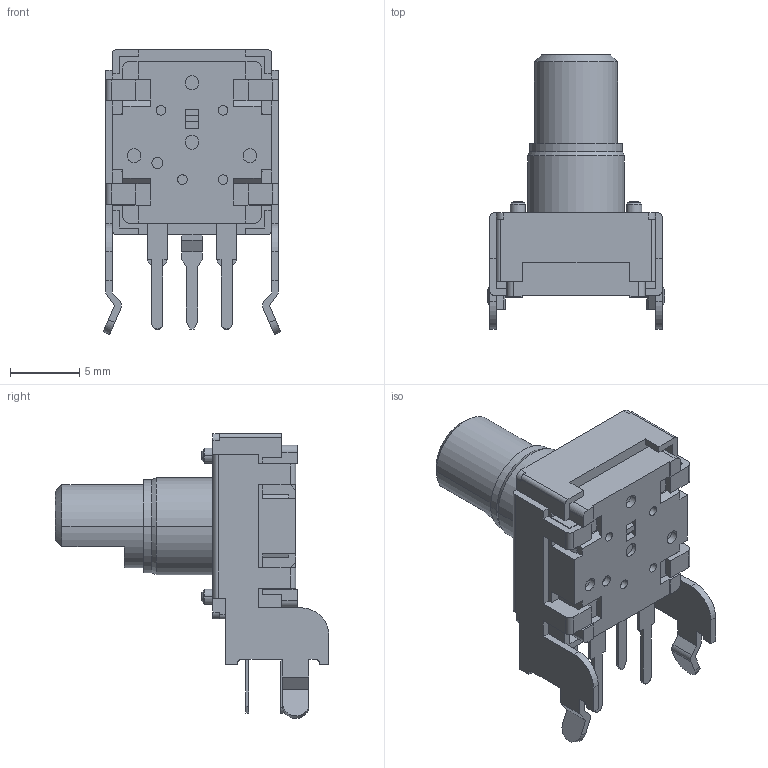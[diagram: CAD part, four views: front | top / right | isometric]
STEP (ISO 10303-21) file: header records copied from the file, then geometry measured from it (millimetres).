
FILE_DESCRIPTION((''),'2;1');
FILE_NAME('PEC12R-2X17F-SXXX','2015-12-03T',('RICKB'),('Bourns, Inc.'),'PRO/ENGINEER BY PARAMETRIC TECHNOLOGY CORPORATION, 2012230','PRO/ENGINEER BY PARAMETRIC TECHNOLOGY CORPORATION, 2012230','');
FILE_SCHEMA(('CONFIG_CONTROL_DESIGN'));
Length unit declared in the file: millimetre
Products named in the file (1): PEC12R-2X17F-SXXX
Bounding box: 12.82 x 19.8 x 20.6 mm (x, y, z)
Volume: 1282.5 mm3; surface area: 1325.1 mm2
Topology: 2 solids, 15 shells, 511 faces, 1320 edges, 860 vertices
Faces by surface type: plane 366, cylinder 110, cone 35
Entity records: 15483 total; most frequent: CARTESIAN_POINT 2707, ORIENTED_EDGE 2640, DIRECTION 2625, EDGE_CURVE 1320, VECTOR 1029, LINE 1029, VERTEX_POINT 860, AXIS2_PLACEMENT_3D 798
